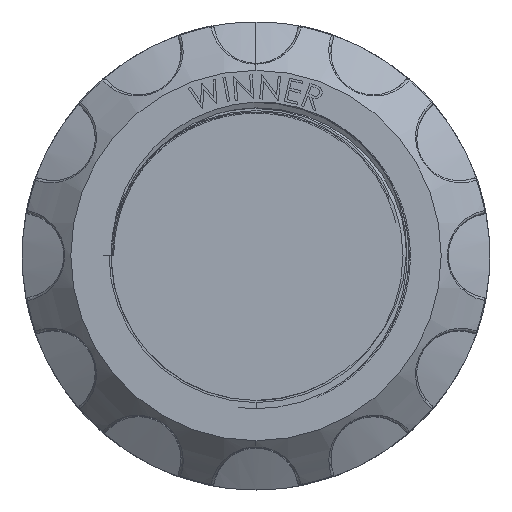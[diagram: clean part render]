
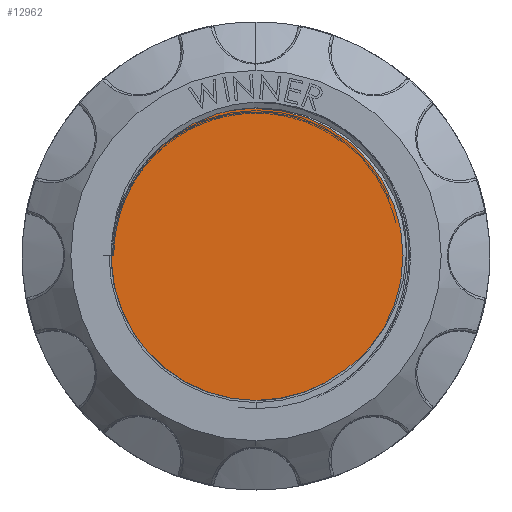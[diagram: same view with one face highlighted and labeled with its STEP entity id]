
A CAD part, top view. The second image highlights one B-rep face of the part: STEP entity #12962.
In plain terms, the highlighted planar face has unit normal (0, 0, 1).
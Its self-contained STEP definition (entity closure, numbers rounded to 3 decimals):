
#227 = AXIS2_PLACEMENT_3D ( 'NONE', #20102, #20099, #20097 ) ;
#310 = AXIS2_PLACEMENT_3D ( 'NONE', #21519, #21518, #21517 ) ;
#539 = AXIS2_PLACEMENT_3D ( 'NONE', #16939, #16938, #16936 ) ;
#566 = AXIS2_PLACEMENT_3D ( 'NONE', #4971, #4939, #4938 ) ;
#702 = B_SPLINE_CURVE_WITH_KNOTS ( 'NONE', 3,
 ( #9643, #9644, #9636, #9634, #9633, #9628, #9627, #9625, #9624, #9623 ),
 .UNSPECIFIED., .F., .F.,
 ( 4, 2, 2, 2, 4 ),
 ( 0.016, 0.018, 0.019, 0.021, 0.022 ),
 .UNSPECIFIED. ) ;
#744 = B_SPLINE_CURVE_WITH_KNOTS ( 'NONE', 3,
 ( #22762, #22761, #22749, #22748, #22746, #22745, #22744, #22743, #22742, #22741 ),
 .UNSPECIFIED., .F., .F.,
 ( 4, 2, 2, 2, 4 ),
 ( 0., 0.002, 0.004, 0.005, 0.007 ),
 .UNSPECIFIED. ) ;
#1354 = CIRCLE ( 'NONE', #227, 10.4 ) ;
#1535 = CIRCLE ( 'NONE', #310, 10.4 ) ;
#4430 = EDGE_CURVE ( 'NONE', #6722, #7190, #702, .T. ) ;
#4938 = DIRECTION ( 'NONE',  ( 0., -1., 0. ) ) ;
#4939 = DIRECTION ( 'NONE',  ( 0., 0., -1. ) ) ;
#4962 = PLANE ( 'NONE',  #566 ) ;
#4971 = CARTESIAN_POINT ( 'NONE',  ( 0., 0., 70.4 ) ) ;
#6722 = VERTEX_POINT ( 'NONE', #9123 ) ;
#6856 = VERTEX_POINT ( 'NONE', #8946 ) ;
#6898 = VERTEX_POINT ( 'NONE', #9822 ) ;
#6930 = VERTEX_POINT ( 'NONE', #9533 ) ;
#7021 = FACE_OUTER_BOUND ( 'NONE', #17165, .T. ) ;
#7179 = VERTEX_POINT ( 'NONE', #9092 ) ;
#7190 = VERTEX_POINT ( 'NONE', #9022 ) ;
#8946 = CARTESIAN_POINT ( 'NONE',  ( -10.063, 0., 70.4 ) ) ;
#9022 = CARTESIAN_POINT ( 'NONE',  ( -7.656, 6.683, 70.4 ) ) ;
#9092 = CARTESIAN_POINT ( 'NONE',  ( -10.4, 0., 70.4 ) ) ;
#9123 = CARTESIAN_POINT ( 'NONE',  ( -2.702, 10.043, 70.4 ) ) ;
#9533 = CARTESIAN_POINT ( 'NONE',  ( 0., 10.4, 70.4 ) ) ;
#9623 = CARTESIAN_POINT ( 'NONE',  ( -7.656, 6.683, 70.4 ) ) ;
#9624 = CARTESIAN_POINT ( 'NONE',  ( -7.337, 7.081, 70.4 ) ) ;
#9625 = CARTESIAN_POINT ( 'NONE',  ( -6.99, 7.452, 70.4 ) ) ;
#9627 = CARTESIAN_POINT ( 'NONE',  ( -6.241, 8.141, 70.4 ) ) ;
#9628 = CARTESIAN_POINT ( 'NONE',  ( -5.842, 8.456, 70.4 ) ) ;
#9633 = CARTESIAN_POINT ( 'NONE',  ( -5.007, 9.018, 70.4 ) ) ;
#9634 = CARTESIAN_POINT ( 'NONE',  ( -4.571, 9.267, 70.4 ) ) ;
#9636 = CARTESIAN_POINT ( 'NONE',  ( -3.661, 9.704, 70.4 ) ) ;
#9643 = CARTESIAN_POINT ( 'NONE',  ( -2.702, 10.043, 70.4 ) ) ;
#9644 = CARTESIAN_POINT ( 'NONE',  ( -3.184, 9.892, 70.4 ) ) ;
#9822 = CARTESIAN_POINT ( 'NONE',  ( 0., -10.4, 70.4 ) ) ;
#10050 = VECTOR ( 'NONE', #10323, 1000. ) ;
#10052 = LINE ( 'NONE', #10319, #10050 ) ;
#10181 = CIRCLE ( 'NONE', #539, 10.4 ) ;
#10319 = CARTESIAN_POINT ( 'NONE',  ( 0., 0., 70.4 ) ) ;
#10323 = DIRECTION ( 'NONE',  ( -1., 0., 0. ) ) ;
#10900 = ORIENTED_EDGE ( 'NONE', *, *, #19668, .T. ) ;
#11018 = ORIENTED_EDGE ( 'NONE', *, *, #19048, .T. ) ;
#11597 = ORIENTED_EDGE ( 'NONE', *, *, #4430, .T. ) ;
#12962 = ADVANCED_FACE ( 'NONE', ( #7021 ), #4962, .F. ) ;
#15832 = ORIENTED_EDGE ( 'NONE', *, *, #18873, .T. ) ;
#15893 = ORIENTED_EDGE ( 'NONE', *, *, #19429, .T. ) ;
#16072 = ORIENTED_EDGE ( 'NONE', *, *, #18665, .T. ) ;
#16936 = DIRECTION ( 'NONE',  ( 0., -1., 0. ) ) ;
#16938 = DIRECTION ( 'NONE',  ( 0., 0., 1. ) ) ;
#16939 = CARTESIAN_POINT ( 'NONE',  ( 0., 0., 70.4 ) ) ;
#17165 = EDGE_LOOP ( 'NONE', ( #16072, #10900, #11018, #15832, #15893, #11597 ) ) ;
#18665 = EDGE_CURVE ( 'NONE', #7190, #6856, #744, .T. ) ;
#18873 = EDGE_CURVE ( 'NONE', #6898, #6930, #1535, .T. ) ;
#19048 = EDGE_CURVE ( 'NONE', #7179, #6898, #1354, .T. ) ;
#19429 = EDGE_CURVE ( 'NONE', #6930, #6722, #10181, .T. ) ;
#19668 = EDGE_CURVE ( 'NONE', #6856, #7179, #10052, .T. ) ;
#20097 = DIRECTION ( 'NONE',  ( 0., -1., 0. ) ) ;
#20099 = DIRECTION ( 'NONE',  ( 0., 0., 1. ) ) ;
#20102 = CARTESIAN_POINT ( 'NONE',  ( 0., 0., 70.4 ) ) ;
#21517 = DIRECTION ( 'NONE',  ( 0., -1., 0. ) ) ;
#21518 = DIRECTION ( 'NONE',  ( 0., 0., 1. ) ) ;
#21519 = CARTESIAN_POINT ( 'NONE',  ( 0., 0., 70.4 ) ) ;
#22741 = CARTESIAN_POINT ( 'NONE',  ( -10.063, 0., 70.4 ) ) ;
#22742 = CARTESIAN_POINT ( 'NONE',  ( -10.063, 0.605, 70.4 ) ) ;
#22743 = CARTESIAN_POINT ( 'NONE',  ( -10.01, 1.204, 70.4 ) ) ;
#22744 = CARTESIAN_POINT ( 'NONE',  ( -9.8, 2.393, 70.4 ) ) ;
#22745 = CARTESIAN_POINT ( 'NONE',  ( -9.643, 2.98, 70.4 ) ) ;
#22746 = CARTESIAN_POINT ( 'NONE',  ( -9.231, 4.114, 70.4 ) ) ;
#22748 = CARTESIAN_POINT ( 'NONE',  ( -8.976, 4.664, 70.4 ) ) ;
#22749 = CARTESIAN_POINT ( 'NONE',  ( -8.379, 5.712, 70.4 ) ) ;
#22761 = CARTESIAN_POINT ( 'NONE',  ( -8.035, 6.212, 70.4 ) ) ;
#22762 = CARTESIAN_POINT ( 'NONE',  ( -7.656, 6.683, 70.4 ) ) ;
